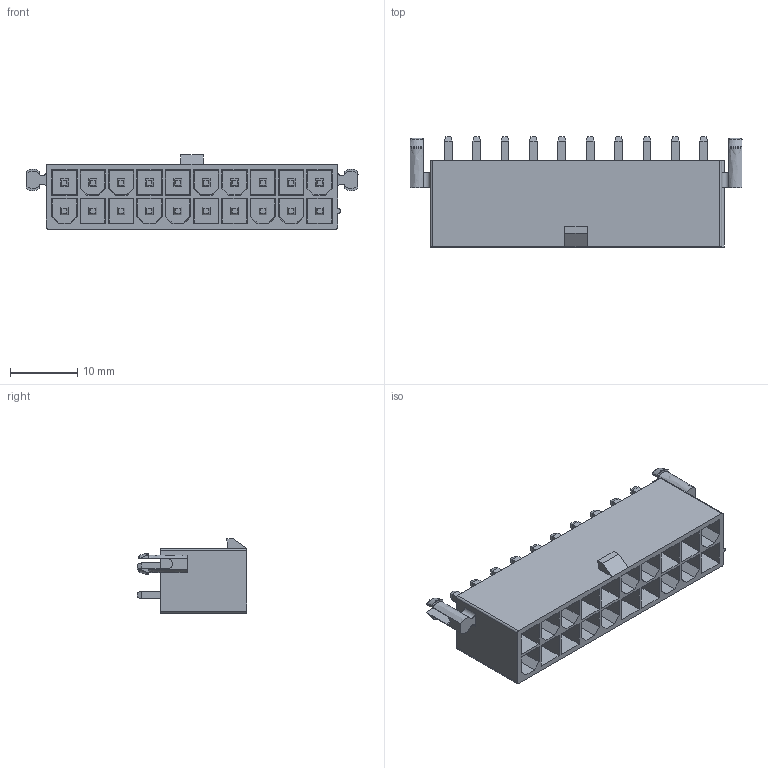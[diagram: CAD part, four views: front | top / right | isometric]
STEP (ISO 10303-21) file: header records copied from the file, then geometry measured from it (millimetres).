
FILE_DESCRIPTION( ('This file contains a STEP AP42 implementation' ,'as created by ZW3D STEP Interface translator.') ,'2;1' );
FILE_NAME( 'WF4202-2WS10WA2.stp' ,'231031.15 555', (''), ('ZWCAD Software Co.'), 'Version 1.0', 'ZW3D to STEP translator', '' );
FILE_SCHEMA(('AUTOMOTIVE_DESIGN { 1 0 10303 214 1 1 1 1 }'));
Length unit declared in the file: millimetre
Products named in the file (2): 0; WF4202-2WS10WA2
Bounding box: 49.2 x 16.3 x 11 mm (x, y, z)
Volume: 2820.7 mm3; surface area: 6631.8 mm2
Topology: 1 solids, 1 shells, 870 faces, 2151 edges, 1378 vertices
Faces by surface type: plane 839, bspline 20, cylinder 7, cone 4
Entity records: 26287 total; most frequent: CARTESIAN_POINT 4916, ORIENTED_EDGE 4302, DIRECTION 3873, EDGE_CURVE 2151, VECTOR 2067, LINE 2067, VERTEX_POINT 1378, EDGE_LOOP 965
